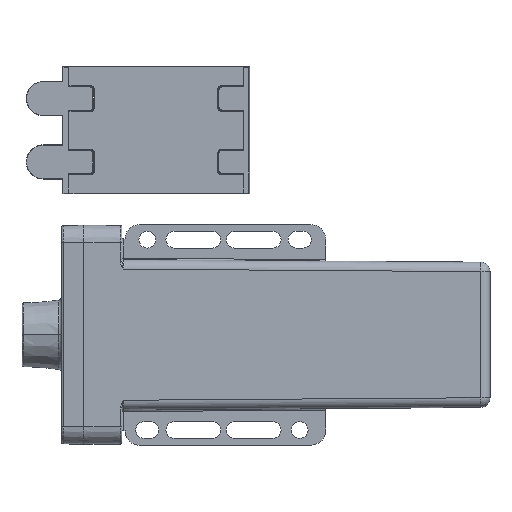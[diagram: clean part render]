
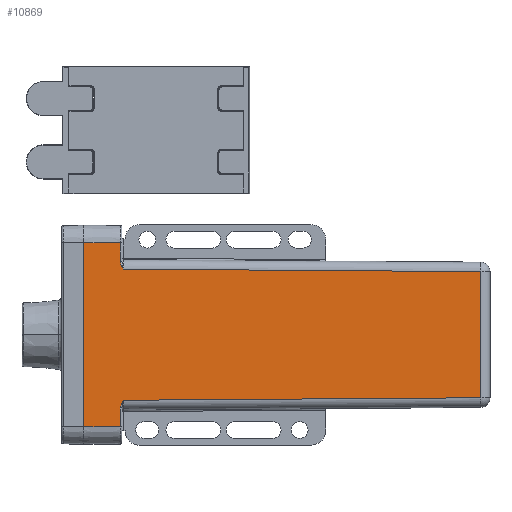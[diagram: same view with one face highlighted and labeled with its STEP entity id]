
A CAD part, top view. The second image highlights one B-rep face of the part: STEP entity #10869.
In plain terms, the highlighted planar face has unit normal (0.007, 0, 1).
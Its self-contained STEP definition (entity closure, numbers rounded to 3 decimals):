
#73=DIRECTION('',(0.,-1.,0.));
#74=VECTOR('',#73,5.895);
#75=CARTESIAN_POINT('',(11.503,29.,23.67));
#76=LINE('',#75,#74);
#77=CARTESIAN_POINT('',(11.503,23.105,23.67));
#78=CARTESIAN_POINT('',(11.509,22.862,23.67));
#79=CARTESIAN_POINT('',(11.589,22.358,23.669));
#80=CARTESIAN_POINT('',(11.906,21.625,23.667));
#81=CARTESIAN_POINT('',(12.275,20.998,23.664));
#82=CARTESIAN_POINT('',(12.497,20.663,23.663));
#84=DIRECTION('',(1.,-0.007,-0.007));
#85=VECTOR('',#84,112.53);
#86=CARTESIAN_POINT('',(12.497,20.663,23.663));
#87=LINE('',#86,#85);
#88=DIRECTION('',(0.,-1.,0.));
#89=VECTOR('',#88,39.754);
#90=CARTESIAN_POINT('',(125.021,19.877,22.877));
#91=LINE('',#90,#89);
#92=DIRECTION('',(-1.,-0.007,0.007));
#93=VECTOR('',#92,112.53);
#94=CARTESIAN_POINT('',(125.021,-19.877,22.877));
#95=LINE('',#94,#93);
#96=DIRECTION('',(0.,-1.,0.));
#97=VECTOR('',#96,5.895);
#98=CARTESIAN_POINT('',(11.503,-23.105,23.67));
#99=LINE('',#98,#97);
#100=DIRECTION('',(0.,-1.,0.));
#101=VECTOR('',#100,58.);
#102=CARTESIAN_POINT('',(0.,29.,23.75));
#103=LINE('',#102,#101);
#117=DIRECTION('',(1.,0.,-0.007));
#118=VECTOR('',#117,11.504);
#119=CARTESIAN_POINT('',(0.,-29.,23.75));
#120=LINE('',#119,#118);
#145=CARTESIAN_POINT('',(11.503,-23.105,23.67));
#146=CARTESIAN_POINT('',(11.511,-22.855,23.67));
#147=CARTESIAN_POINT('',(11.593,-22.342,23.669));
#148=CARTESIAN_POINT('',(11.912,-21.615,23.667));
#149=CARTESIAN_POINT('',(12.278,-20.994,23.664));
#150=CARTESIAN_POINT('',(12.497,-20.663,23.663));
#2315=DIRECTION('',(-1.,0.,0.007));
#2316=VECTOR('',#2315,11.504);
#2317=CARTESIAN_POINT('',(11.503,29.,23.67));
#2318=LINE('',#2317,#2316);
#8345=CARTESIAN_POINT('',(11.503,23.105,23.67));
#8346=VERTEX_POINT('',#8345);
#8347=CARTESIAN_POINT('',(11.503,29.,23.67));
#8348=VERTEX_POINT('',#8347);
#8349=VERTEX_POINT('',#82);
#8350=CARTESIAN_POINT('',(0.,29.,23.75));
#8351=CARTESIAN_POINT('',(0.,-29.,23.75));
#8352=VERTEX_POINT('',#8350);
#8353=VERTEX_POINT('',#8351);
#8354=CARTESIAN_POINT('',(125.021,19.877,22.877));
#8355=VERTEX_POINT('',#8354);
#8356=CARTESIAN_POINT('',(125.021,-19.877,22.877));
#8357=VERTEX_POINT('',#8356);
#8358=CARTESIAN_POINT('',(12.497,-20.663,23.663));
#8359=VERTEX_POINT('',#8358);
#8360=VERTEX_POINT('',#145);
#8361=CARTESIAN_POINT('',(11.503,-29.,23.67));
#8362=VERTEX_POINT('',#8361);
#10844=CARTESIAN_POINT('',(0.,31.836,23.75));
#10845=DIRECTION('',(0.007,0.,1.));
#10846=DIRECTION('',(0.,1.,0.));
#10847=AXIS2_PLACEMENT_3D('',#10844,#10845,#10846);
#10848=PLANE('',#10847);
#10850=ORIENTED_EDGE('',*,*,#10849,.F.);
#10852=ORIENTED_EDGE('',*,*,#10851,.F.);
#10853=ORIENTED_EDGE('',*,*,#10766,.T.);
#10854=ORIENTED_EDGE('',*,*,#10829,.T.);
#10856=ORIENTED_EDGE('',*,*,#10855,.T.);
#10858=ORIENTED_EDGE('',*,*,#10857,.T.);
#10860=ORIENTED_EDGE('',*,*,#10859,.T.);
#10862=ORIENTED_EDGE('',*,*,#10861,.F.);
#10864=ORIENTED_EDGE('',*,*,#10863,.T.);
#10866=ORIENTED_EDGE('',*,*,#10865,.F.);
#10867=EDGE_LOOP('',(#10850,#10852,#10853,#10854,#10856,#10858,#10860,#10862,
#10864,#10866));
#10868=FACE_OUTER_BOUND('',#10867,.F.);
#10869=ADVANCED_FACE('',(#10868),#10848,.T.);
#83=B_SPLINE_CURVE_WITH_KNOTS('',3,(#77,#78,#79,#80,#81,#82),.UNSPECIFIED.,.F.,
.F.,(4,1,1,4),(0.,0.333,0.667,1.),.UNSPECIFIED.);
#151=B_SPLINE_CURVE_WITH_KNOTS('',3,(#145,#146,#147,#148,#149,#150),
.UNSPECIFIED.,.F.,.F.,(4,1,1,4),(0.,0.333,0.667,1.),
.UNSPECIFIED.);
#10766=EDGE_CURVE('',#8348,#8346,#76,.T.);
#10829=EDGE_CURVE('',#8346,#8349,#83,.T.);
#10849=EDGE_CURVE('',#8352,#8353,#103,.T.);
#10851=EDGE_CURVE('',#8348,#8352,#2318,.T.);
#10855=EDGE_CURVE('',#8349,#8355,#87,.T.);
#10857=EDGE_CURVE('',#8355,#8357,#91,.T.);
#10859=EDGE_CURVE('',#8357,#8359,#95,.T.);
#10861=EDGE_CURVE('',#8360,#8359,#151,.T.);
#10863=EDGE_CURVE('',#8360,#8362,#99,.T.);
#10865=EDGE_CURVE('',#8353,#8362,#120,.T.);
